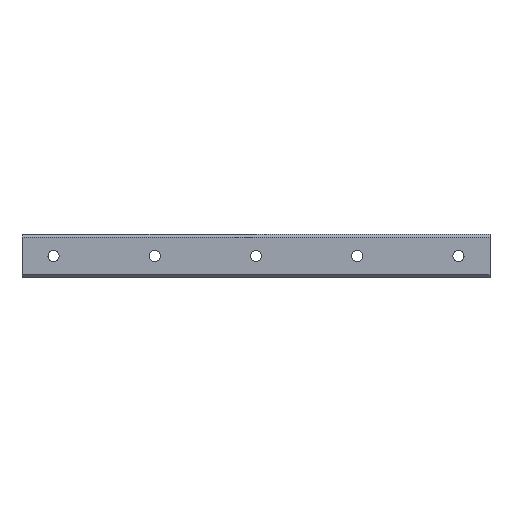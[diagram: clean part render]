
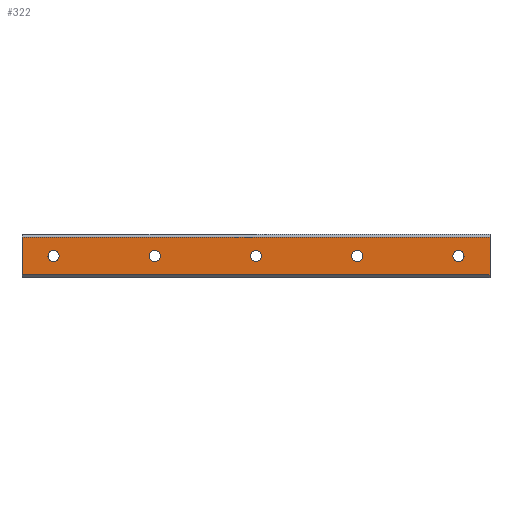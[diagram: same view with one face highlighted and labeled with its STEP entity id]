
A CAD part, front view. The second image highlights one B-rep face of the part: STEP entity #322.
In plain terms, the highlighted planar face has unit normal (0, -1, 0).
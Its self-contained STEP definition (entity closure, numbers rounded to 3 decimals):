
#2 = FACE_OUTER_BOUND ( 'NONE', #1531, .T. ) ;
#18 = AXIS2_PLACEMENT_3D ( 'NONE', #1473, #312, #712 ) ;
#43 = DIRECTION ( 'NONE',  ( 0., -1., 0. ) ) ;
#52 = ORIENTED_EDGE ( 'NONE', *, *, #962, .F. ) ;
#65 = ORIENTED_EDGE ( 'NONE', *, *, #721, .F. ) ;
#82 = CARTESIAN_POINT ( 'NONE',  ( 345., 0., -14.95 ) ) ;
#90 = EDGE_LOOP ( 'NONE', ( #915, #1388 ) ) ;
#96 = DIRECTION ( 'NONE',  ( 0., -1., 0. ) ) ;
#108 = DIRECTION ( 'NONE',  ( 0., 0., -1. ) ) ;
#120 = CARTESIAN_POINT ( 'NONE',  ( 160., 0., 4.5 ) ) ;
#127 = VECTOR ( 'NONE', #108, 1000. ) ;
#134 = DIRECTION ( 'NONE',  ( 0., 0., 1. ) ) ;
#166 = VERTEX_POINT ( 'NONE', #700 ) ;
#171 = DIRECTION ( 'NONE',  ( 0., -1., 0. ) ) ;
#181 = DIRECTION ( 'NONE',  ( 0., 0., 1. ) ) ;
#185 = DIRECTION ( 'NONE',  ( 0., 0., 1. ) ) ;
#209 = VERTEX_POINT ( 'NONE', #369 ) ;
#215 = CIRCLE ( 'NONE', #1210, 4.5 ) ;
#220 = VERTEX_POINT ( 'NONE', #1398 ) ;
#230 = EDGE_CURVE ( 'NONE', #1524, #209, #268, .T. ) ;
#260 = VERTEX_POINT ( 'NONE', #1656 ) ;
#268 = CIRCLE ( 'NONE', #1430, 4.5 ) ;
#269 = AXIS2_PLACEMENT_3D ( 'NONE', #1464, #171, #181 ) ;
#282 = EDGE_CURVE ( 'NONE', #220, #1197, #1006, .T. ) ;
#291 = DIRECTION ( 'NONE',  ( 0., -1., 0. ) ) ;
#297 = AXIS2_PLACEMENT_3D ( 'NONE', #585, #43, #1357 ) ;
#312 = DIRECTION ( 'NONE',  ( 0., -1., 0. ) ) ;
#322 = ADVANCED_FACE ( 'NONE', ( #2, #675, #667, #903, #1680, #547 ), #789, .F. ) ;
#326 = EDGE_CURVE ( 'NONE', #1575, #260, #215, .T. ) ;
#339 = DIRECTION ( 'NONE',  ( -1., 0., 0. ) ) ;
#352 = CARTESIAN_POINT ( 'NONE',  ( 320., 0., 0. ) ) ;
#355 = VECTOR ( 'NONE', #1338, 1000. ) ;
#367 = DIRECTION ( 'NONE',  ( 0., 0., 1. ) ) ;
#369 = CARTESIAN_POINT ( 'NONE',  ( 320., 0., 4.5 ) ) ;
#370 = EDGE_CURVE ( 'NONE', #1092, #1163, #401, .T. ) ;
#371 = LINE ( 'NONE', #82, #1432 ) ;
#390 = DIRECTION ( 'NONE',  ( 0., 0., 1. ) ) ;
#392 = CARTESIAN_POINT ( 'NONE',  ( -25., 0., 14.95 ) ) ;
#396 = ORIENTED_EDGE ( 'NONE', *, *, #230, .F. ) ;
#401 = LINE ( 'NONE', #392, #1596 ) ;
#427 = CARTESIAN_POINT ( 'NONE',  ( 80., 0., 0. ) ) ;
#460 = CIRCLE ( 'NONE', #599, 4.5 ) ;
#474 = DIRECTION ( 'NONE',  ( 0., 0., 1. ) ) ;
#497 = CARTESIAN_POINT ( 'NONE',  ( 160., 0., 0. ) ) ;
#517 = DIRECTION ( 'NONE',  ( 0., 1., 0. ) ) ;
#527 = CARTESIAN_POINT ( 'NONE',  ( 240., 0., -4.5 ) ) ;
#533 = EDGE_CURVE ( 'NONE', #260, #1575, #1322, .T. ) ;
#542 = ORIENTED_EDGE ( 'NONE', *, *, #994, .F. ) ;
#543 = AXIS2_PLACEMENT_3D ( 'NONE', #1577, #894, #390 ) ;
#547 = FACE_BOUND ( 'NONE', #820, .T. ) ;
#569 = CIRCLE ( 'NONE', #297, 4.5 ) ;
#574 = CARTESIAN_POINT ( 'NONE',  ( 345., 0., 14.95 ) ) ;
#585 = CARTESIAN_POINT ( 'NONE',  ( 160., 0., 0. ) ) ;
#597 = VERTEX_POINT ( 'NONE', #1332 ) ;
#599 = AXIS2_PLACEMENT_3D ( 'NONE', #497, #1626, #474 ) ;
#653 = ORIENTED_EDGE ( 'NONE', *, *, #1069, .F. ) ;
#660 = DIRECTION ( 'NONE',  ( 0., 0., 1. ) ) ;
#667 = FACE_BOUND ( 'NONE', #1499, .T. ) ;
#675 = FACE_BOUND ( 'NONE', #1364, .T. ) ;
#680 = AXIS2_PLACEMENT_3D ( 'NONE', #1298, #517, #134 ) ;
#700 = CARTESIAN_POINT ( 'NONE',  ( 160., 0., -4.5 ) ) ;
#706 = AXIS2_PLACEMENT_3D ( 'NONE', #427, #1193, #1456 ) ;
#707 = AXIS2_PLACEMENT_3D ( 'NONE', #1089, #291, #185 ) ;
#712 = DIRECTION ( 'NONE',  ( 0., 0., 1. ) ) ;
#721 = EDGE_CURVE ( 'NONE', #209, #1524, #1519, .T. ) ;
#756 = DIRECTION ( 'NONE',  ( 0., 0., 1. ) ) ;
#789 = PLANE ( 'NONE',  #680 ) ;
#815 = VERTEX_POINT ( 'NONE', #120 ) ;
#820 = EDGE_LOOP ( 'NONE', ( #653, #852 ) ) ;
#837 = VERTEX_POINT ( 'NONE', #1443 ) ;
#841 = VERTEX_POINT ( 'NONE', #1552 ) ;
#849 = ORIENTED_EDGE ( 'NONE', *, *, #1368, .F. ) ;
#852 = ORIENTED_EDGE ( 'NONE', *, *, #998, .F. ) ;
#857 = CARTESIAN_POINT ( 'NONE',  ( 0., 0., -4.5 ) ) ;
#894 = DIRECTION ( 'NONE',  ( 0., -1., 0. ) ) ;
#903 = FACE_BOUND ( 'NONE', #1442, .T. ) ;
#915 = ORIENTED_EDGE ( 'NONE', *, *, #1579, .F. ) ;
#962 = EDGE_CURVE ( 'NONE', #1163, #220, #1068, .T. ) ;
#983 = ORIENTED_EDGE ( 'NONE', *, *, #282, .F. ) ;
#991 = CIRCLE ( 'NONE', #269, 4.5 ) ;
#994 = EDGE_CURVE ( 'NONE', #1450, #837, #1435, .T. ) ;
#998 = EDGE_CURVE ( 'NONE', #597, #841, #1433, .T. ) ;
#1006 = LINE ( 'NONE', #1528, #127 ) ;
#1029 = CARTESIAN_POINT ( 'NONE',  ( 0., 0., 0. ) ) ;
#1036 = CARTESIAN_POINT ( 'NONE',  ( 320., 0., -4.5 ) ) ;
#1037 = ORIENTED_EDGE ( 'NONE', *, *, #533, .F. ) ;
#1068 = LINE ( 'NONE', #574, #355 ) ;
#1069 = EDGE_CURVE ( 'NONE', #841, #597, #1571, .T. ) ;
#1089 = CARTESIAN_POINT ( 'NONE',  ( 240., 0., 0. ) ) ;
#1092 = VERTEX_POINT ( 'NONE', #1153 ) ;
#1153 = CARTESIAN_POINT ( 'NONE',  ( -25., 0., -14.95 ) ) ;
#1163 = VERTEX_POINT ( 'NONE', #1355 ) ;
#1175 = DIRECTION ( 'NONE',  ( 0., 0., 1. ) ) ;
#1192 = ORIENTED_EDGE ( 'NONE', *, *, #370, .F. ) ;
#1193 = DIRECTION ( 'NONE',  ( 0., -1., 0. ) ) ;
#1197 = VERTEX_POINT ( 'NONE', #1223 ) ;
#1210 = AXIS2_PLACEMENT_3D ( 'NONE', #1029, #1452, #660 ) ;
#1223 = CARTESIAN_POINT ( 'NONE',  ( 345., 0., -14.95 ) ) ;
#1272 = AXIS2_PLACEMENT_3D ( 'NONE', #352, #1527, #367 ) ;
#1298 = CARTESIAN_POINT ( 'NONE',  ( 345., 0., 14.95 ) ) ;
#1322 = CIRCLE ( 'NONE', #18, 4.5 ) ;
#1332 = CARTESIAN_POINT ( 'NONE',  ( 80., 0., -4.5 ) ) ;
#1338 = DIRECTION ( 'NONE',  ( 1., 0., 0. ) ) ;
#1351 = ORIENTED_EDGE ( 'NONE', *, *, #1662, .F. ) ;
#1355 = CARTESIAN_POINT ( 'NONE',  ( -25., 0., 14.95 ) ) ;
#1356 = EDGE_CURVE ( 'NONE', #166, #815, #460, .T. ) ;
#1357 = DIRECTION ( 'NONE',  ( 0., 0., 1. ) ) ;
#1364 = EDGE_LOOP ( 'NONE', ( #1037, #1477 ) ) ;
#1368 = EDGE_CURVE ( 'NONE', #1197, #1092, #371, .T. ) ;
#1388 = ORIENTED_EDGE ( 'NONE', *, *, #1356, .F. ) ;
#1398 = CARTESIAN_POINT ( 'NONE',  ( 345., 0., 14.95 ) ) ;
#1430 = AXIS2_PLACEMENT_3D ( 'NONE', #1638, #96, #756 ) ;
#1432 = VECTOR ( 'NONE', #339, 1000. ) ;
#1433 = CIRCLE ( 'NONE', #706, 4.5 ) ;
#1435 = CIRCLE ( 'NONE', #707, 4.5 ) ;
#1442 = EDGE_LOOP ( 'NONE', ( #1351, #542 ) ) ;
#1443 = CARTESIAN_POINT ( 'NONE',  ( 240., 0., 4.5 ) ) ;
#1450 = VERTEX_POINT ( 'NONE', #527 ) ;
#1452 = DIRECTION ( 'NONE',  ( 0., -1., 0. ) ) ;
#1456 = DIRECTION ( 'NONE',  ( 0., 0., 1. ) ) ;
#1464 = CARTESIAN_POINT ( 'NONE',  ( 240., 0., 0. ) ) ;
#1473 = CARTESIAN_POINT ( 'NONE',  ( 0., 0., 0. ) ) ;
#1477 = ORIENTED_EDGE ( 'NONE', *, *, #326, .F. ) ;
#1499 = EDGE_LOOP ( 'NONE', ( #65, #396 ) ) ;
#1519 = CIRCLE ( 'NONE', #1272, 4.5 ) ;
#1524 = VERTEX_POINT ( 'NONE', #1036 ) ;
#1527 = DIRECTION ( 'NONE',  ( 0., -1., 0. ) ) ;
#1528 = CARTESIAN_POINT ( 'NONE',  ( 345., 0., 14.95 ) ) ;
#1531 = EDGE_LOOP ( 'NONE', ( #849, #983, #52, #1192 ) ) ;
#1552 = CARTESIAN_POINT ( 'NONE',  ( 80., 0., 4.5 ) ) ;
#1571 = CIRCLE ( 'NONE', #543, 4.5 ) ;
#1575 = VERTEX_POINT ( 'NONE', #857 ) ;
#1577 = CARTESIAN_POINT ( 'NONE',  ( 80., 0., 0. ) ) ;
#1579 = EDGE_CURVE ( 'NONE', #815, #166, #569, .T. ) ;
#1596 = VECTOR ( 'NONE', #1175, 1000. ) ;
#1626 = DIRECTION ( 'NONE',  ( 0., -1., 0. ) ) ;
#1638 = CARTESIAN_POINT ( 'NONE',  ( 320., 0., 0. ) ) ;
#1656 = CARTESIAN_POINT ( 'NONE',  ( 0., 0., 4.5 ) ) ;
#1662 = EDGE_CURVE ( 'NONE', #837, #1450, #991, .T. ) ;
#1680 = FACE_BOUND ( 'NONE', #90, .T. ) ;
